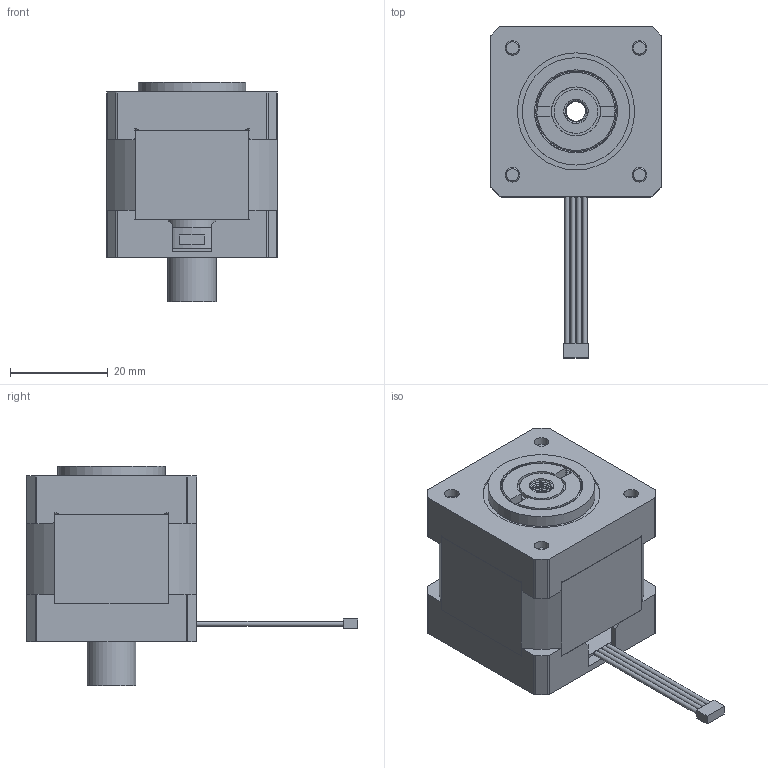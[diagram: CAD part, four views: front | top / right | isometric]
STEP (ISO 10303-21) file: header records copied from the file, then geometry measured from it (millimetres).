
FILE_DESCRIPTION(/* description */ (''),/* implementation_level */ '2;1');
FILE_NAME(/* name */ 'L3518S1204-T5x5.stp',/* time_stamp */ '2015-06-17T14:46:42+02:00',/* author */ ('schneid_a'),/* organization */ (''),/* preprocessor_version */ 'ST-DEVELOPER v16.1',/* originating_system */ 'Autodesk Inventor 2016',/* authorisation */ '');
FILE_SCHEMA (('AUTOMOTIVE_DESIGN { 1 0 10303 214 3 1 1 }'));
Length unit declared in the file: centimetre
Products named in the file (1): L3518S1204-T
Bounding box: 35 x 68 x 45 mm (x, y, z)
Volume: 27819.5 mm3; surface area: 22541 mm2
Topology: 12 solids, 12 shells, 382 faces, 1216 edges, 858 vertices
Faces by surface type: plane 190, cylinder 91, cone 71, bspline 21, torus 5, sphere 4
Full cylindrical faces by diameter (mm): 1 x4, 2.013 x2, 2.75 x4, 3 x8, 3.2 x8, 5 x1, 6.2 x4, 6.8 x1, 7.3 x1, 9 x1, 10 x2, 11 x1, 15 x1, 16 x2, 17 x8, 19.86 x1, 21 x2, 22 x1, 24 x1
Entity records: 29393 total; most frequent: CARTESIAN_POINT 19206, ORIENTED_EDGE 2244, DIRECTION 1811, EDGE_CURVE 1122, VERTEX_POINT 841, AXIS2_PLACEMENT_3D 680, EDGE_LOOP 501, LINE 451
